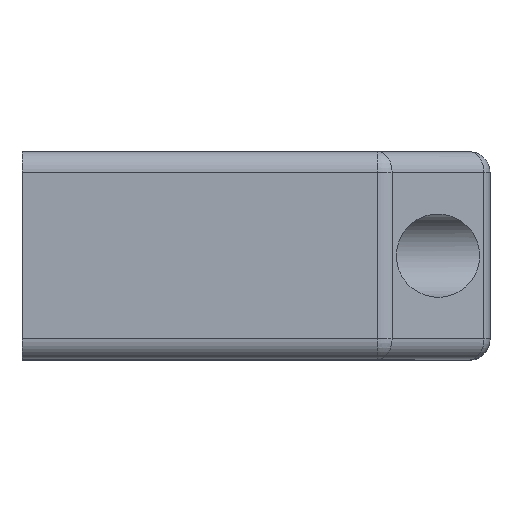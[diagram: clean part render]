
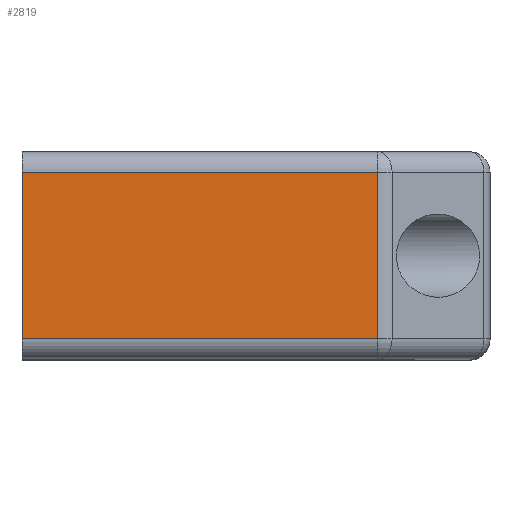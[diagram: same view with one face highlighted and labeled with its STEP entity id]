
A CAD part, top view. The second image highlights one B-rep face of the part: STEP entity #2819.
In plain terms, the highlighted planar face has unit normal (0, 0, 1).
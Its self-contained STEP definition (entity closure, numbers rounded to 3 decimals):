
#758 = PLANE('',#759);
#759 = AXIS2_PLACEMENT_3D('',#760,#761,#762);
#760 = CARTESIAN_POINT('',(0.,14.5,15.));
#761 = DIRECTION('',(-1.,0.,0.));
#762 = DIRECTION('',(0.,0.,1.));
#786 = CYLINDRICAL_SURFACE('',#787,1.6);
#787 = AXIS2_PLACEMENT_3D('',#788,#789,#790);
#788 = CARTESIAN_POINT('',(0.,12.9,24.9));
#789 = DIRECTION('',(1.,0.,0.));
#790 = DIRECTION('',(0.,0.,1.));
#1090 = CYLINDRICAL_SURFACE('',#1091,1.6);
#1091 = AXIS2_PLACEMENT_3D('',#1092,#1093,#1094);
#1092 = CARTESIAN_POINT('',(0.,0.1,24.9));
#1093 = DIRECTION('',(1.,0.,0.));
#1094 = DIRECTION('',(0.,0.,1.));
#1837 = VERTEX_POINT('',#1838);
#1838 = CARTESIAN_POINT('',(0.,12.9,26.5));
#1862 = VERTEX_POINT('',#1863);
#1863 = CARTESIAN_POINT('',(27.337,12.9,26.5));
#1883 = EDGE_CURVE('',#1837,#1862,#1884,.T.);
#1884 = SURFACE_CURVE('',#1885,(#1889,#1896),.PCURVE_S1.);
#1885 = LINE('',#1886,#1887);
#1886 = CARTESIAN_POINT('',(0.,12.9,26.5));
#1887 = VECTOR('',#1888,1.);
#1888 = DIRECTION('',(1.,0.,0.));
#1889 = PCURVE('',#786,#1890);
#1890 = DEFINITIONAL_REPRESENTATION('',(#1891),#1895);
#1891 = LINE('',#1892,#1893);
#1892 = CARTESIAN_POINT('',(-0.,0.));
#1893 = VECTOR('',#1894,1.);
#1894 = DIRECTION('',(-0.,1.));
#1895 = ( GEOMETRIC_REPRESENTATION_CONTEXT(2) 
PARAMETRIC_REPRESENTATION_CONTEXT() REPRESENTATION_CONTEXT('2D SPACE',''
  ) );
#1896 = PCURVE('',#1897,#1902);
#1897 = PLANE('',#1898);
#1898 = AXIS2_PLACEMENT_3D('',#1899,#1900,#1901);
#1899 = CARTESIAN_POINT('',(0.,14.5,26.5));
#1900 = DIRECTION('',(0.,0.,1.));
#1901 = DIRECTION('',(1.,0.,0.));
#1902 = DEFINITIONAL_REPRESENTATION('',(#1903),#1907);
#1903 = LINE('',#1904,#1905);
#1904 = CARTESIAN_POINT('',(0.,-1.6));
#1905 = VECTOR('',#1906,1.);
#1906 = DIRECTION('',(1.,0.));
#1907 = ( GEOMETRIC_REPRESENTATION_CONTEXT(2) 
PARAMETRIC_REPRESENTATION_CONTEXT() REPRESENTATION_CONTEXT('2D SPACE',''
  ) );
#2059 = VERTEX_POINT('',#2060);
#2060 = CARTESIAN_POINT('',(0.,0.1,26.5));
#2086 = EDGE_CURVE('',#1837,#2059,#2087,.T.);
#2087 = SURFACE_CURVE('',#2088,(#2092,#2099),.PCURVE_S1.);
#2088 = LINE('',#2089,#2090);
#2089 = CARTESIAN_POINT('',(0.,14.5,26.5));
#2090 = VECTOR('',#2091,1.);
#2091 = DIRECTION('',(0.,-1.,0.));
#2092 = PCURVE('',#758,#2093);
#2093 = DEFINITIONAL_REPRESENTATION('',(#2094),#2098);
#2094 = LINE('',#2095,#2096);
#2095 = CARTESIAN_POINT('',(11.5,0.));
#2096 = VECTOR('',#2097,1.);
#2097 = DIRECTION('',(0.,-1.));
#2098 = ( GEOMETRIC_REPRESENTATION_CONTEXT(2) 
PARAMETRIC_REPRESENTATION_CONTEXT() REPRESENTATION_CONTEXT('2D SPACE',''
  ) );
#2099 = PCURVE('',#1897,#2100);
#2100 = DEFINITIONAL_REPRESENTATION('',(#2101),#2105);
#2101 = LINE('',#2102,#2103);
#2102 = CARTESIAN_POINT('',(0.,0.));
#2103 = VECTOR('',#2104,1.);
#2104 = DIRECTION('',(0.,-1.));
#2105 = ( GEOMETRIC_REPRESENTATION_CONTEXT(2) 
PARAMETRIC_REPRESENTATION_CONTEXT() REPRESENTATION_CONTEXT('2D SPACE',''
  ) );
#2382 = VERTEX_POINT('',#2383);
#2383 = CARTESIAN_POINT('',(27.337,0.1,26.5));
#2403 = EDGE_CURVE('',#2059,#2382,#2404,.T.);
#2404 = SURFACE_CURVE('',#2405,(#2409,#2416),.PCURVE_S1.);
#2405 = LINE('',#2406,#2407);
#2406 = CARTESIAN_POINT('',(0.,0.1,26.5));
#2407 = VECTOR('',#2408,1.);
#2408 = DIRECTION('',(1.,0.,0.));
#2409 = PCURVE('',#1090,#2410);
#2410 = DEFINITIONAL_REPRESENTATION('',(#2411),#2415);
#2411 = LINE('',#2412,#2413);
#2412 = CARTESIAN_POINT('',(0.,0.));
#2413 = VECTOR('',#2414,1.);
#2414 = DIRECTION('',(0.,1.));
#2415 = ( GEOMETRIC_REPRESENTATION_CONTEXT(2) 
PARAMETRIC_REPRESENTATION_CONTEXT() REPRESENTATION_CONTEXT('2D SPACE',''
  ) );
#2416 = PCURVE('',#1897,#2417);
#2417 = DEFINITIONAL_REPRESENTATION('',(#2418),#2422);
#2418 = LINE('',#2419,#2420);
#2419 = CARTESIAN_POINT('',(0.,-14.4));
#2420 = VECTOR('',#2421,1.);
#2421 = DIRECTION('',(1.,0.));
#2422 = ( GEOMETRIC_REPRESENTATION_CONTEXT(2) 
PARAMETRIC_REPRESENTATION_CONTEXT() REPRESENTATION_CONTEXT('2D SPACE',''
  ) );
#2688 = CYLINDRICAL_SURFACE('',#2689,1.6);
#2689 = AXIS2_PLACEMENT_3D('',#2690,#2691,#2692);
#2690 = CARTESIAN_POINT('',(27.337,14.5,24.9));
#2691 = DIRECTION('',(0.,-1.,0.));
#2692 = DIRECTION('',(0.,0.,1.));
#2819 = ADVANCED_FACE('',(#2820),#1897,.T.);
#2820 = FACE_BOUND('',#2821,.T.);
#2821 = EDGE_LOOP('',(#2822,#2823,#2824,#2845));
#2822 = ORIENTED_EDGE('',*,*,#2086,.T.);
#2823 = ORIENTED_EDGE('',*,*,#2403,.T.);
#2824 = ORIENTED_EDGE('',*,*,#2825,.F.);
#2825 = EDGE_CURVE('',#1862,#2382,#2826,.T.);
#2826 = SURFACE_CURVE('',#2827,(#2831,#2838),.PCURVE_S1.);
#2827 = LINE('',#2828,#2829);
#2828 = CARTESIAN_POINT('',(27.337,14.5,26.5));
#2829 = VECTOR('',#2830,1.);
#2830 = DIRECTION('',(0.,-1.,0.));
#2831 = PCURVE('',#1897,#2832);
#2832 = DEFINITIONAL_REPRESENTATION('',(#2833),#2837);
#2833 = LINE('',#2834,#2835);
#2834 = CARTESIAN_POINT('',(27.337,0.));
#2835 = VECTOR('',#2836,1.);
#2836 = DIRECTION('',(0.,-1.));
#2837 = ( GEOMETRIC_REPRESENTATION_CONTEXT(2) 
PARAMETRIC_REPRESENTATION_CONTEXT() REPRESENTATION_CONTEXT('2D SPACE',''
  ) );
#2838 = PCURVE('',#2688,#2839);
#2839 = DEFINITIONAL_REPRESENTATION('',(#2840),#2844);
#2840 = LINE('',#2841,#2842);
#2841 = CARTESIAN_POINT('',(-0.,0.));
#2842 = VECTOR('',#2843,1.);
#2843 = DIRECTION('',(-0.,1.));
#2844 = ( GEOMETRIC_REPRESENTATION_CONTEXT(2) 
PARAMETRIC_REPRESENTATION_CONTEXT() REPRESENTATION_CONTEXT('2D SPACE',''
  ) );
#2845 = ORIENTED_EDGE('',*,*,#1883,.F.);
